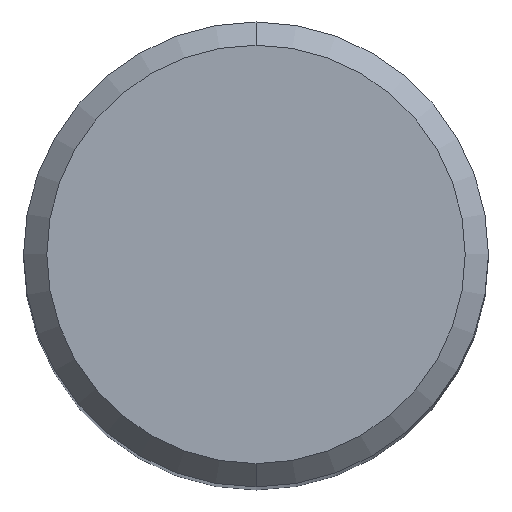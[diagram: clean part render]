
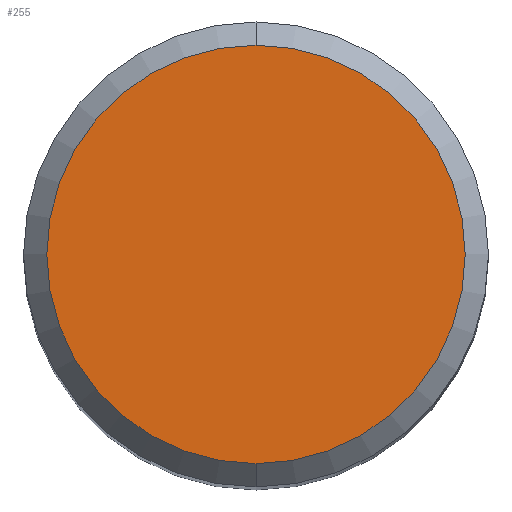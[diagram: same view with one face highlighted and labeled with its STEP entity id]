
A CAD part, top view. The second image highlights one B-rep face of the part: STEP entity #255.
In plain terms, the highlighted planar face has unit normal (0, 0, 1).
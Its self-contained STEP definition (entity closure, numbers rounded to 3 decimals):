
#255=ADVANCED_FACE('',(#568),#569,.T.);
#331=VERTEX_POINT('',#648);
#389=EDGE_CURVE('',#331,#415,#714,.T.);
#415=VERTEX_POINT('',#747);
#441=EDGE_CURVE('',#415,#331,#776,.T.);
#568=FACE_OUTER_BOUND('',#1014,.T.);
#569=PLANE('',#1015);
#648=CARTESIAN_POINT('',(0.0,7.2,0.0));
#714=CIRCLE('',#1366,7.2);
#747=CARTESIAN_POINT('',(0.,-7.2,0.0));
#776=CIRCLE('',#1476,7.2);
#1014=EDGE_LOOP('',(#1597,#1598));
#1015=AXIS2_PLACEMENT_3D('',#1599,#1600,#1601);
#1366=AXIS2_PLACEMENT_3D('',#1751,#1752,#1753);
#1476=AXIS2_PLACEMENT_3D('',#1846,#1847,#1848);
#1597=ORIENTED_EDGE('',*,*,#389,.F.);
#1598=ORIENTED_EDGE('',*,*,#441,.F.);
#1599=CARTESIAN_POINT('',(0.0,3.6,0.0));
#1600=DIRECTION('',(-0.0,0.0,1.0));
#1601=DIRECTION('',(0.0,-1.0,0.0));
#1751=CARTESIAN_POINT('',(0.0,0.0,0.0));
#1752=DIRECTION('',(0.0,0.0,-1.0));
#1753=DIRECTION('',(0.0,1.0,0.0));
#1846=CARTESIAN_POINT('',(0.0,0.0,0.0));
#1847=DIRECTION('',(0.0,0.0,-1.0));
#1848=DIRECTION('',(0.0,1.0,0.0));
